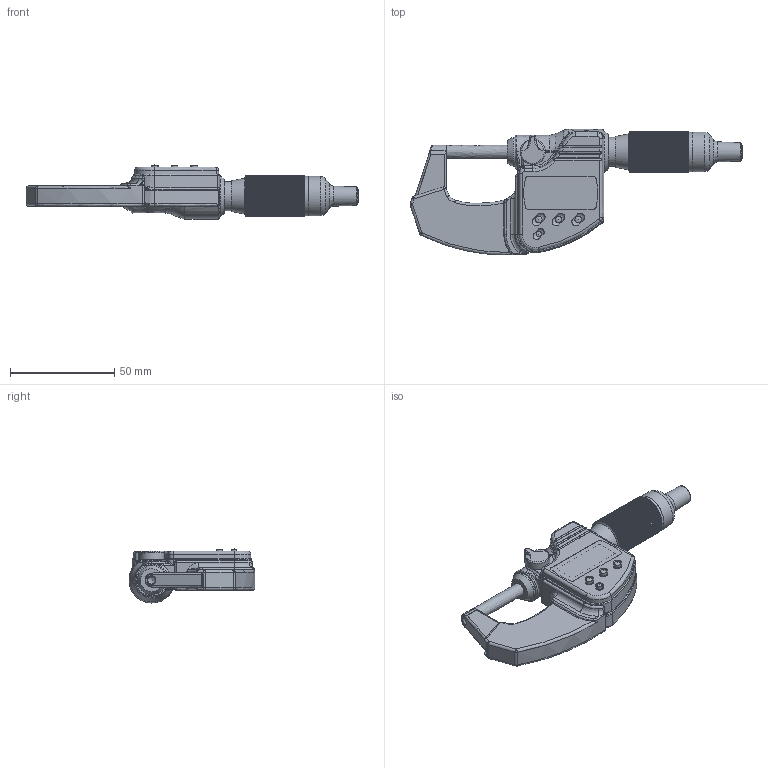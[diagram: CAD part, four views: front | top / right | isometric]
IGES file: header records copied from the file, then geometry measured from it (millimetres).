
Global section: file name: Mitsutoyo Micrometer_v34; native system: unknown; preprocessor: unknown; author: unknown; organization: unknown; date: 20200923.182708; units: millimetre
Bounding box: 159.55 x 60.54 x 26 mm (x, y, z)
Volume: 142683.4 mm3; surface area: 50465.6 mm2
Topology: 15 solids, 16 shells, 2061 faces, 5806 edges, 3738 vertices
Faces by surface type: bspline 2061
